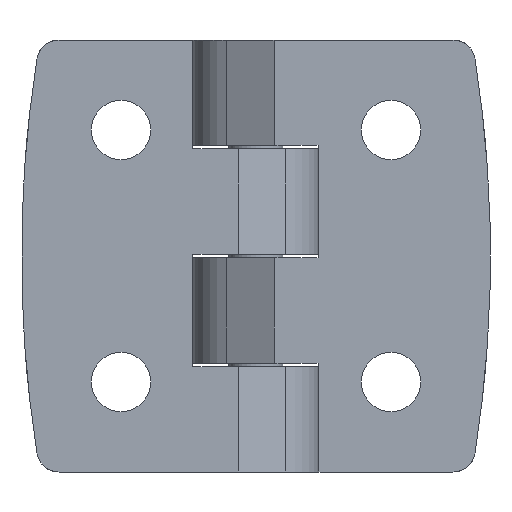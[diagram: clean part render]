
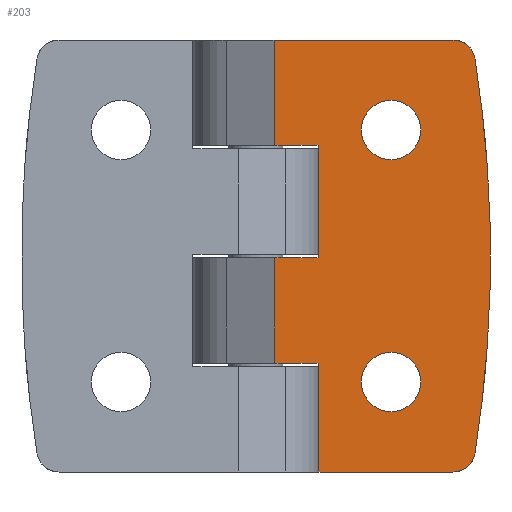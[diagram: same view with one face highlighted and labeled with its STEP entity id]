
A CAD part, front view. The second image highlights one B-rep face of the part: STEP entity #203.
In plain terms, the highlighted planar face has unit normal (0, -1, 0).
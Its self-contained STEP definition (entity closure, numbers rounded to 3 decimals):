
#203 = ADVANCED_FACE( '', ( #419, #420, #421 ), #422, .F. );
#419 = FACE_BOUND( '', #630, .T. );
#420 = FACE_BOUND( '', #631, .T. );
#421 = FACE_OUTER_BOUND( '', #632, .T. );
#422 = PLANE( '', #633 );
#630 = EDGE_LOOP( '', ( #1186 ) );
#631 = EDGE_LOOP( '', ( #1187 ) );
#632 = EDGE_LOOP( '', ( #1188, #1189, #1190, #1191, #1192, #1193, #1194, #1195, #1196, #1197, #1198, #1199, #1200, #1201 ) );
#633 = AXIS2_PLACEMENT_3D( '', #1202, #1203, #1204 );
#1186 = ORIENTED_EDGE( '', *, *, #1308, .T. );
#1187 = ORIENTED_EDGE( '', *, *, #1431, .T. );
#1188 = ORIENTED_EDGE( '', *, *, #1296, .F. );
#1189 = ORIENTED_EDGE( '', *, *, #1392, .F. );
#1190 = ORIENTED_EDGE( '', *, *, #1354, .F. );
#1191 = ORIENTED_EDGE( '', *, *, #1258, .T. );
#1192 = ORIENTED_EDGE( '', *, *, #1419, .T. );
#1193 = ORIENTED_EDGE( '', *, *, #1406, .F. );
#1194 = ORIENTED_EDGE( '', *, *, #1377, .F. );
#1195 = ORIENTED_EDGE( '', *, *, #1317, .T. );
#1196 = ORIENTED_EDGE( '', *, *, #1421, .T. );
#1197 = ORIENTED_EDGE( '', *, *, #1221, .T. );
#1198 = ORIENTED_EDGE( '', *, *, #1300, .F. );
#1199 = ORIENTED_EDGE( '', *, *, #1390, .F. );
#1200 = ORIENTED_EDGE( '', *, *, #1425, .F. );
#1201 = ORIENTED_EDGE( '', *, *, #1227, .F. );
#1202 = CARTESIAN_POINT( '', ( 2., -9., 24. ) );
#1203 = DIRECTION( '', ( 0., 1., 0. ) );
#1204 = DIRECTION( '', ( 0., 0., 1. ) );
#1221 = EDGE_CURVE( '', #1454, #1451, #1455, .T. );
#1227 = EDGE_CURVE( '', #1463, #1465, #1466, .T. );
#1258 = EDGE_CURVE( '', #1522, #1520, #1523, .T. );
#1296 = EDGE_CURVE( '', #1583, #1463, #1585, .T. );
#1300 = EDGE_CURVE( '', #1589, #1451, #1591, .T. );
#1308 = EDGE_CURVE( '', #1603, #1603, #1604, .T. );
#1317 = EDGE_CURVE( '', #1618, #1616, #1619, .T. );
#1354 = EDGE_CURVE( '', #1522, #1673, #1675, .T. );
#1377 = EDGE_CURVE( '', #1618, #1705, #1708, .T. );
#1390 = EDGE_CURVE( '', #1721, #1589, #1723, .T. );
#1392 = EDGE_CURVE( '', #1673, #1583, #1725, .T. );
#1406 = EDGE_CURVE( '', #1705, #1742, #1743, .T. );
#1419 = EDGE_CURVE( '', #1520, #1742, #1757, .T. );
#1421 = EDGE_CURVE( '', #1616, #1454, #1759, .T. );
#1425 = EDGE_CURVE( '', #1465, #1721, #1763, .T. );
#1431 = EDGE_CURVE( '', #1769, #1769, #1770, .T. );
#1451 = VERTEX_POINT( '', #1794 );
#1454 = VERTEX_POINT( '', #1798 );
#1455 = LINE( '', #1799, #1800 );
#1463 = VERTEX_POINT( '', #1812 );
#1465 = VERTEX_POINT( '', #1815 );
#1466 = CIRCLE( '', #1816, 141.586 );
#1520 = VERTEX_POINT( '', #1902 );
#1522 = VERTEX_POINT( '', #1905 );
#1523 = LINE( '', #1906, #1907 );
#1583 = VERTEX_POINT( '', #2070 );
#1585 = CIRCLE( '', #2073, 2.5 );
#1589 = VERTEX_POINT( '', #2088 );
#1591 = CIRCLE( '', #2091, 2.5 );
#1603 = VERTEX_POINT( '', #2109 );
#1604 = CIRCLE( '', #2110, 3.3 );
#1616 = VERTEX_POINT( '', #2128 );
#1618 = VERTEX_POINT( '', #2131 );
#1619 = LINE( '', #2132, #2133 );
#1673 = VERTEX_POINT( '', #2345 );
#1675 = LINE( '', #2348, #2349 );
#1705 = VERTEX_POINT( '', #2478 );
#1708 = LINE( '', #2483, #2484 );
#1721 = VERTEX_POINT( '', #2505 );
#1723 = CIRCLE( '', #2508, 141.586 );
#1725 = LINE( '', #2510, #2511 );
#1742 = VERTEX_POINT( '', #2533 );
#1743 = LINE( '', #2534, #2535 );
#1757 = LINE( '', #2559, #2560 );
#1759 = LINE( '', #2562, #2563 );
#1763 = LINE( '', #2567, #2568 );
#1769 = VERTEX_POINT( '', #2576 );
#1770 = CIRCLE( '', #2577, 3.3 );
#1794 = CARTESIAN_POINT( '', ( 21.877, -9., -24. ) );
#1798 = CARTESIAN_POINT( '', ( 7., -9., -24. ) );
#1799 = CARTESIAN_POINT( '', ( 2., -9., -24. ) );
#1800 = VECTOR( '', #2593, 1000. );
#1812 = CARTESIAN_POINT( '', ( 24.347, -9., 21.886 ) );
#1815 = CARTESIAN_POINT( '', ( 26., -9., 3.722 ) );
#1816 = AXIS2_PLACEMENT_3D( '', #2599, #2600, #2601 );
#1902 = CARTESIAN_POINT( '', ( 7., -9., 12.3 ) );
#1905 = CARTESIAN_POINT( '', ( 2., -9., 12.3 ) );
#1906 = CARTESIAN_POINT( '', ( 2., -9., 12.3 ) );
#1907 = VECTOR( '', #2639, 1000. );
#2070 = CARTESIAN_POINT( '', ( 21.877, -9., 24. ) );
#2073 = AXIS2_PLACEMENT_3D( '', #2685, #2686, #2687 );
#2088 = CARTESIAN_POINT( '', ( 24.347, -9., -21.886 ) );
#2091 = AXIS2_PLACEMENT_3D( '', #2689, #2690, #2691 );
#2109 = CARTESIAN_POINT( '', ( 15., -9., -10.7 ) );
#2110 = AXIS2_PLACEMENT_3D( '', #2698, #2699, #2700 );
#2128 = CARTESIAN_POINT( '', ( 7., -9., -11.9 ) );
#2131 = CARTESIAN_POINT( '', ( 2., -9., -11.9 ) );
#2132 = CARTESIAN_POINT( '', ( 2., -9., -11.9 ) );
#2133 = VECTOR( '', #2708, 1000. );
#2345 = CARTESIAN_POINT( '', ( 2., -9., 24. ) );
#2348 = CARTESIAN_POINT( '', ( 2., -9., 12.3 ) );
#2349 = VECTOR( '', #2749, 1000. );
#2478 = CARTESIAN_POINT( '', ( 2., -9., -0.2 ) );
#2483 = CARTESIAN_POINT( '', ( 2., -9., -11.9 ) );
#2484 = VECTOR( '', #2770, 1000. );
#2505 = CARTESIAN_POINT( '', ( 26., -9., -3.722 ) );
#2508 = AXIS2_PLACEMENT_3D( '', #2777, #2778, #2779 );
#2510 = CARTESIAN_POINT( '', ( 2., -9., 24. ) );
#2511 = VECTOR( '', #2780, 1000. );
#2533 = CARTESIAN_POINT( '', ( 7., -9., -0.2 ) );
#2534 = CARTESIAN_POINT( '', ( 2., -9., -0.2 ) );
#2535 = VECTOR( '', #2801, 1000. );
#2559 = CARTESIAN_POINT( '', ( 7., -9., 12.3 ) );
#2560 = VECTOR( '', #2808, 1000. );
#2562 = CARTESIAN_POINT( '', ( 7., -9., -11.9 ) );
#2563 = VECTOR( '', #2809, 1000. );
#2567 = CARTESIAN_POINT( '', ( 26., -9., 24. ) );
#2568 = VECTOR( '', #2810, 1000. );
#2576 = CARTESIAN_POINT( '', ( 15., -9., 17.3 ) );
#2577 = AXIS2_PLACEMENT_3D( '', #2813, #2814, #2815 );
#2593 = DIRECTION( '', ( 1., 0., 0. ) );
#2599 = CARTESIAN_POINT( '', ( -115.537, -9., 0. ) );
#2600 = DIRECTION( '', ( 0., 1., 0. ) );
#2601 = DIRECTION( '', ( 1., 0., 0. ) );
#2639 = DIRECTION( '', ( 1., 0., 0. ) );
#2685 = CARTESIAN_POINT( '', ( 21.877, -9., 21.5 ) );
#2686 = DIRECTION( '', ( 0., 1., 0. ) );
#2687 = DIRECTION( '', ( 1., 0., 0. ) );
#2689 = CARTESIAN_POINT( '', ( 21.877, -9., -21.5 ) );
#2690 = DIRECTION( '', ( 0., 1., 0. ) );
#2691 = DIRECTION( '', ( 1., 0., 0. ) );
#2698 = CARTESIAN_POINT( '', ( 15., -9., -14. ) );
#2699 = DIRECTION( '', ( 0., 1., 0. ) );
#2700 = DIRECTION( '', ( 0., 0., 1. ) );
#2708 = DIRECTION( '', ( 1., 0., 0. ) );
#2749 = DIRECTION( '', ( 0., 0., 1. ) );
#2770 = DIRECTION( '', ( 0., 0., 1. ) );
#2777 = CARTESIAN_POINT( '', ( -115.537, -9., 0. ) );
#2778 = DIRECTION( '', ( 0., 1., 0. ) );
#2779 = DIRECTION( '', ( 1., 0., 0. ) );
#2780 = DIRECTION( '', ( 1., 0., 0. ) );
#2801 = DIRECTION( '', ( 1., 0., 0. ) );
#2808 = DIRECTION( '', ( 0., 0., -1. ) );
#2809 = DIRECTION( '', ( 0., 0., -1. ) );
#2810 = DIRECTION( '', ( 0., 0., -1. ) );
#2813 = CARTESIAN_POINT( '', ( 15., -9., 14. ) );
#2814 = DIRECTION( '', ( 0., 1., 0. ) );
#2815 = DIRECTION( '', ( 0., 0., 1. ) );
